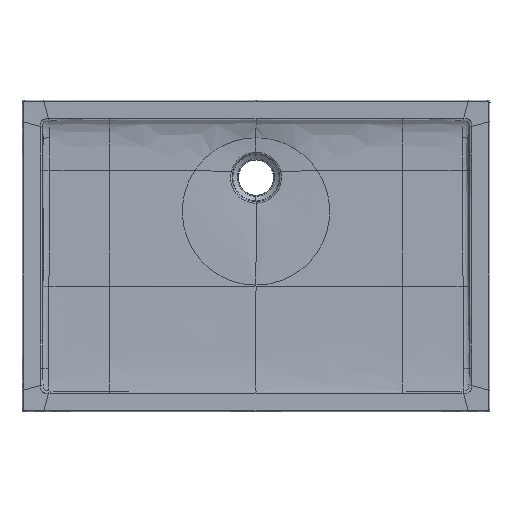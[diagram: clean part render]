
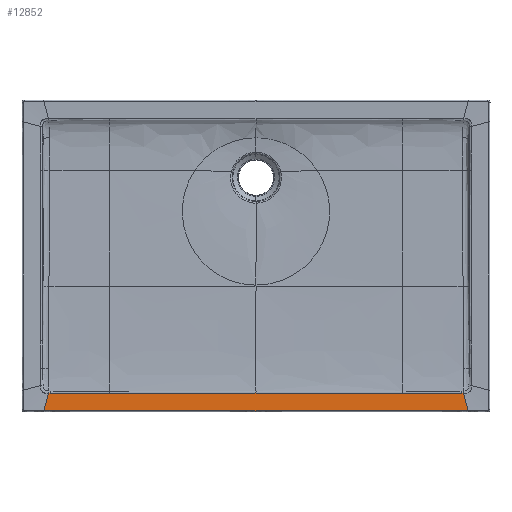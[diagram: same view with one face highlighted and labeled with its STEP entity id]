
A CAD part, top view. The second image highlights one B-rep face of the part: STEP entity #12852.
In plain terms, the highlighted planar face has unit normal (0, 0.02, 1).
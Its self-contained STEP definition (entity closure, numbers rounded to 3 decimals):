
#2532=CARTESIAN_POINT('',(532.161,-302.3,
-0.94));
#2572=CARTESIAN_POINT('',(543.857,-346.405,
-0.058));
#2574=DIRECTION('',(0.256,-0.966,0.019));
#2575=VECTOR('',#2574,45.638);
#2576=CARTESIAN_POINT('',(532.161,-302.3,
-0.94));
#2577=LINE('',#2576,#2575);
#2578=DIRECTION('',(0.256,0.966,-0.019));
#2579=VECTOR('',#2578,45.639);
#2580=CARTESIAN_POINT('',(-543.857,-346.405,
-0.058));
#2581=LINE('',#2580,#2579);
#2582=CARTESIAN_POINT('',(0.,-302.301,
-0.948));
#2583=CARTESIAN_POINT('',(-125.,-302.301,
-0.948));
#2584=CARTESIAN_POINT('',(-250.,-302.301,
-0.938));
#2585=CARTESIAN_POINT('',(-375.,-302.301,
-0.938));
#2587=CARTESIAN_POINT('',(0.,-302.301,
-0.948));
#2593=CARTESIAN_POINT('',(375.,-302.301,
-0.938));
#2594=CARTESIAN_POINT('',(250.,-302.301,
-0.938));
#2595=CARTESIAN_POINT('',(125.,-302.301,
-0.948));
#2596=CARTESIAN_POINT('',(0.,-302.301,
-0.948));
#2703=CARTESIAN_POINT('',(-527.869,-302.301,
-0.936));
#2704=CARTESIAN_POINT('',(-528.333,-302.301,
-0.936));
#2705=CARTESIAN_POINT('',(-529.271,-302.301,
-0.942));
#2706=CARTESIAN_POINT('',(-530.703,-302.301,
-0.939));
#2707=CARTESIAN_POINT('',(-531.672,-302.3,
-0.94));
#2708=CARTESIAN_POINT('',(-532.161,-302.299,
-0.94));
#2723=DIRECTION('',(-1.,0.,0.));
#2724=VECTOR('',#2723,152.869);
#2725=CARTESIAN_POINT('',(-375.,-302.301,
-0.938));
#2726=LINE('',#2725,#2724);
#2811=DIRECTION('',(1.,0.,0.));
#2812=VECTOR('',#2811,543.857);
#2813=CARTESIAN_POINT('',(-543.857,-346.405,
-0.058));
#2814=LINE('',#2813,#2812);
#2819=CARTESIAN_POINT('',(0.,-346.405,
-0.058));
#2821=DIRECTION('',(1.,0.,0.));
#2822=VECTOR('',#2821,543.857);
#2823=CARTESIAN_POINT('',(0.,-346.405,
-0.058));
#2824=LINE('',#2823,#2822);
#3371=CARTESIAN_POINT('',(532.161,-302.3,
-0.94));
#3372=CARTESIAN_POINT('',(531.672,-302.3,
-0.94));
#3373=CARTESIAN_POINT('',(530.702,-302.301,
-0.939));
#3374=CARTESIAN_POINT('',(529.271,-302.301,
-0.942));
#3375=CARTESIAN_POINT('',(528.333,-302.301,
-0.936));
#3376=CARTESIAN_POINT('',(527.869,-302.301,
-0.936));
#3390=DIRECTION('',(-1.,0.,0.));
#3391=VECTOR('',#3390,152.869);
#3392=CARTESIAN_POINT('',(527.869,-302.301,
-0.936));
#3393=LINE('',#3392,#3391);
#3394=CARTESIAN_POINT('',(375.,-302.301,
-0.947));
#7562=VERTEX_POINT('',#2532);
#7566=VERTEX_POINT('',#2572);
#7567=VERTEX_POINT('',#3376);
#7568=CARTESIAN_POINT('',(-543.857,-346.405,
-0.058));
#7569=CARTESIAN_POINT('',(-532.161,-302.299,
-0.94));
#7570=VERTEX_POINT('',#7568);
#7571=VERTEX_POINT('',#7569);
#7572=VERTEX_POINT('',#2703);
#7573=VERTEX_POINT('',#2587);
#7575=VERTEX_POINT('',#2585);
#7579=VERTEX_POINT('',#3394);
#7593=VERTEX_POINT('',#2819);
#12826=CARTESIAN_POINT('',(0.,-324.352,
-0.499));
#12827=DIRECTION('',(0.,0.02,1.));
#12828=DIRECTION('',(-1.,0.,0.));
#12829=AXIS2_PLACEMENT_3D('',#12826,#12827,#12828);
#12830=PLANE('',#12829);
#12832=ORIENTED_EDGE('',*,*,#12831,.F.);
#12834=ORIENTED_EDGE('',*,*,#12833,.F.);
#12836=ORIENTED_EDGE('',*,*,#12835,.F.);
#12838=ORIENTED_EDGE('',*,*,#12837,.F.);
#12839=ORIENTED_EDGE('',*,*,#12812,.T.);
#12841=ORIENTED_EDGE('',*,*,#12840,.F.);
#12843=ORIENTED_EDGE('',*,*,#12842,.F.);
#12845=ORIENTED_EDGE('',*,*,#12844,.T.);
#12847=ORIENTED_EDGE('',*,*,#12846,.F.);
#12849=ORIENTED_EDGE('',*,*,#12848,.F.);
#12850=EDGE_LOOP('',(#12832,#12834,#12836,#12838,#12839,#12841,#12843,#12845,
#12847,#12849));
#12851=FACE_OUTER_BOUND('',#12850,.F.);
#12852=ADVANCED_FACE('',(#12851),#12830,.T.);
#2586=B_SPLINE_CURVE_WITH_KNOTS('',3,(#2582,#2583,#2584,#2585),.UNSPECIFIED.,
.F.,.F.,(4,4),(0.,1.),.UNSPECIFIED.);
#2597=B_SPLINE_CURVE_WITH_KNOTS('',3,(#2593,#2594,#2595,#2596),.UNSPECIFIED.,
.F.,.F.,(4,4),(0.,1.),.UNSPECIFIED.);
#2709=B_SPLINE_CURVE_WITH_KNOTS('',3,(#2703,#2704,#2705,#2706,#2707,#2708),
.UNSPECIFIED.,.F.,.F.,(4,1,1,4),(0.,0.333,0.667,1.),
.UNSPECIFIED.);
#3377=B_SPLINE_CURVE_WITH_KNOTS('',3,(#3371,#3372,#3373,#3374,#3375,#3376),
.UNSPECIFIED.,.F.,.F.,(4,1,1,4),(0.,0.333,0.667,1.),
.UNSPECIFIED.);
#12812=EDGE_CURVE('',#7562,#7566,#2577,.T.);
#12831=EDGE_CURVE('',#7573,#7575,#2586,.T.);
#12833=EDGE_CURVE('',#7579,#7573,#2597,.T.);
#12835=EDGE_CURVE('',#7567,#7579,#3393,.T.);
#12837=EDGE_CURVE('',#7562,#7567,#3377,.T.);
#12840=EDGE_CURVE('',#7593,#7566,#2824,.T.);
#12842=EDGE_CURVE('',#7570,#7593,#2814,.T.);
#12844=EDGE_CURVE('',#7570,#7571,#2581,.T.);
#12846=EDGE_CURVE('',#7572,#7571,#2709,.T.);
#12848=EDGE_CURVE('',#7575,#7572,#2726,.T.);
